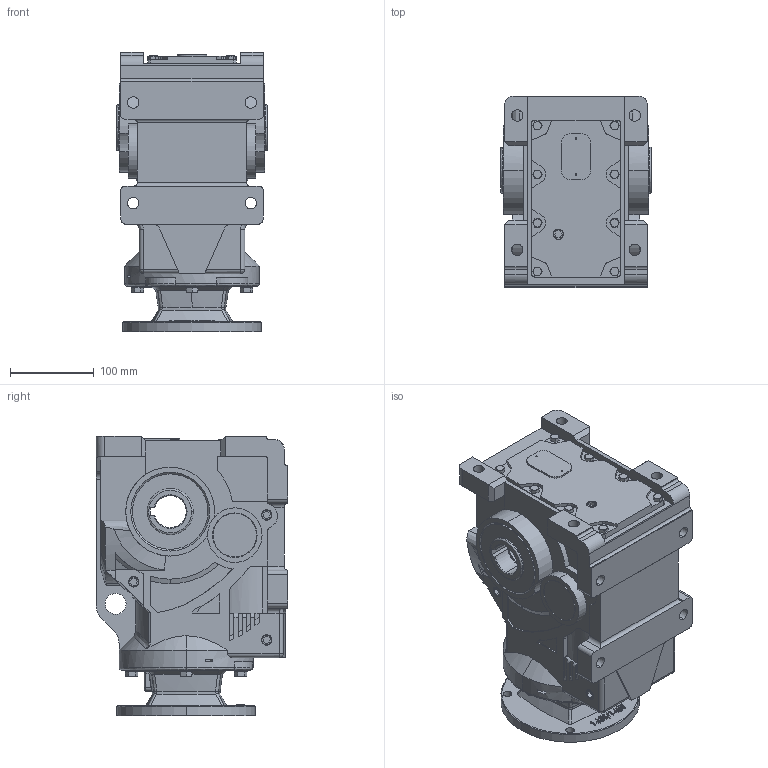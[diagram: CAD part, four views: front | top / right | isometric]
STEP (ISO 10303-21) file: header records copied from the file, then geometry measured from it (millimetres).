
FILE_DESCRIPTION (( 'STEP AP214' ), '1' );
FILE_NAME ('HBR-67-020-B.step', '2019-04-01T14:35:13', ( '' ), ( '' ), 'SwSTEP 2.0', 'SolidWorks 2018', '' );
FILE_SCHEMA (( 'AUTOMOTIVE_DESIGN' ));
Length unit declared in the file: inch
Products named in the file (1): HBR-67-020-B
Bounding box: 180 x 228 x 333.5 mm (x, y, z)
Volume: 7913932.5 mm3; surface area: 412237.6 mm2
Topology: 1 solids, 1 shells, 1131 faces, 2977 edges, 1932 vertices
Faces by surface type: plane 598, cylinder 268, bspline 144, cone 121
Entity records: 48936 total; most frequent: CARTESIAN_POINT 21814, ORIENTED_EDGE 5946, DIRECTION 5131, EDGE_CURVE 2973, VERTEX_POINT 1932, VECTOR 1731, LINE 1731, AXIS2_PLACEMENT_3D 1700
